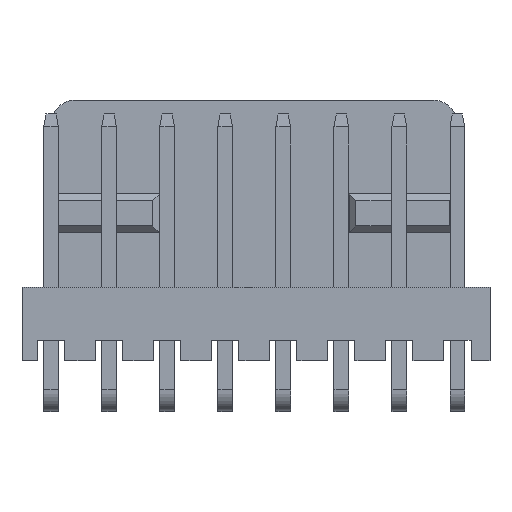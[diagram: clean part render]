
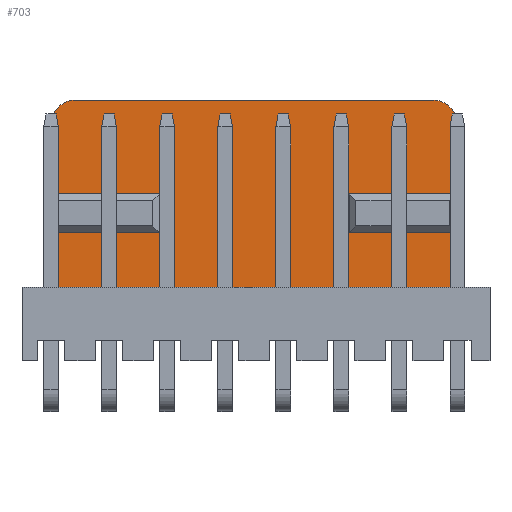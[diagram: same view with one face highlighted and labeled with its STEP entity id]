
A CAD part, top view. The second image highlights one B-rep face of the part: STEP entity #703.
In plain terms, the highlighted planar face has unit normal (0, 0, 1).
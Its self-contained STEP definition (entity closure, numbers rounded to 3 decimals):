
#301 = CARTESIAN_POINT ( 'NONE',  ( -9.538, -0.977, 0.86 ) ) ;
#302 = DIRECTION ( 'NONE',  ( 1., 0., 0. ) ) ;
#305 = CARTESIAN_POINT ( 'NONE',  ( -4.828, 0.723, 0.86 ) ) ;
#307 = DIRECTION ( 'NONE',  ( 0., 1., 0. ) ) ;
#309 = CARTESIAN_POINT ( 'NONE',  ( -9.538, 0.723, 0.86 ) ) ;
#310 = DIRECTION ( 'NONE',  ( -1., 0., 0. ) ) ;
#514 = LINE ( 'NONE', #301, #517 ) ;
#517 = VECTOR ( 'NONE', #302, 1000. ) ;
#518 = LINE ( 'NONE', #305, #521 ) ;
#521 = VECTOR ( 'NONE', #307, 1000. ) ;
#522 = LINE ( 'NONE', #309, #525 ) ;
#525 = VECTOR ( 'NONE', #310, 1000. ) ;
#703 = ADVANCED_FACE ( 'NONE', ( #2487 ), #2604, .F. ) ;
#1114 = CARTESIAN_POINT ( 'NONE',  ( -8.538, 3.823, 0.86 ) ) ;
#1115 = DIRECTION ( 'NONE',  ( 0., 0., -1. ) ) ;
#1116 = DIRECTION ( 'NONE',  ( 1., 0., 0. ) ) ;
#1117 = CARTESIAN_POINT ( 'NONE',  ( -9.538, -3.377, 0.86 ) ) ;
#1118 = CARTESIAN_POINT ( 'NONE',  ( -9.538, -3.377, 0.86 ) ) ;
#1123 = DIRECTION ( 'NONE',  ( 0., -1., 0. ) ) ;
#1125 = DIRECTION ( 'NONE',  ( 0., -1., 0. ) ) ;
#1418 = CARTESIAN_POINT ( 'NONE',  ( -9.538, 0.723, 0.86 ) ) ;
#1419 = CARTESIAN_POINT ( 'NONE',  ( -9.538, -0.977, 0.86 ) ) ;
#1737 = EDGE_CURVE ( 'NONE', #4063, #4065, #5110, .T. ) ;
#1741 = EDGE_CURVE ( 'NONE', #4016, #4057, #5116, .T. ) ;
#1742 = EDGE_CURVE ( 'NONE', #4063, #4015, #5122, .T. ) ;
#1887 = AXIS2_PLACEMENT_3D ( 'NONE', #2597, #2606, #2607 ) ;
#2277 = ORIENTED_EDGE ( 'NONE', *, *, #4214, .T. ) ;
#2278 = ORIENTED_EDGE ( 'NONE', *, *, #4241, .T. ) ;
#2279 = ORIENTED_EDGE ( 'NONE', *, *, #4242, .F. ) ;
#2280 = ORIENTED_EDGE ( 'NONE', *, *, #4243, .F. ) ;
#2281 = ORIENTED_EDGE ( 'NONE', *, *, #4244, .F. ) ;
#2282 = ORIENTED_EDGE ( 'NONE', *, *, #4245, .T. ) ;
#2283 = ORIENTED_EDGE ( 'NONE', *, *, #4246, .F. ) ;
#2284 = ORIENTED_EDGE ( 'NONE', *, *, #4209, .T. ) ;
#2285 = ORIENTED_EDGE ( 'NONE', *, *, #1737, .F. ) ;
#2286 = ORIENTED_EDGE ( 'NONE', *, *, #1742, .T. ) ;
#2287 = ORIENTED_EDGE ( 'NONE', *, *, #7424, .F. ) ;
#2288 = ORIENTED_EDGE ( 'NONE', *, *, #7422, .F. ) ;
#2289 = ORIENTED_EDGE ( 'NONE', *, *, #7420, .F. ) ;
#2290 = ORIENTED_EDGE ( 'NONE', *, *, #1741, .T. ) ;
#2487 = FACE_OUTER_BOUND ( 'NONE', #4440, .T. ) ;
#2597 = CARTESIAN_POINT ( 'NONE',  ( -9.538, 0.723, 0.86 ) ) ;
#2604 = PLANE ( 'NONE',  #1887 ) ;
#2606 = DIRECTION ( 'NONE',  ( 0., 0., -1. ) ) ;
#2607 = DIRECTION ( 'NONE',  ( -1., 0., 0. ) ) ;
#4015 = VERTEX_POINT ( 'NONE', #1418 ) ;
#4016 = VERTEX_POINT ( 'NONE', #1419 ) ;
#4033 = VERTEX_POINT ( 'NONE', #6229 ) ;
#4041 = VERTEX_POINT ( 'NONE', #6237 ) ;
#4057 = VERTEX_POINT ( 'NONE', #6253 ) ;
#4063 = VERTEX_POINT ( 'NONE', #6259 ) ;
#4065 = VERTEX_POINT ( 'NONE', #6261 ) ;
#4209 = EDGE_CURVE ( 'NONE', #4715, #4065, #5521, .T. ) ;
#4214 = EDGE_CURVE ( 'NONE', #4057, #4730, #5531, .T. ) ;
#4241 = EDGE_CURVE ( 'NONE', #4730, #4743, #5585, .T. ) ;
#4242 = EDGE_CURVE ( 'NONE', #4744, #4743, #5587, .T. ) ;
#4243 = EDGE_CURVE ( 'NONE', #4739, #4744, #5583, .T. ) ;
#4244 = EDGE_CURVE ( 'NONE', #4757, #4739, #5589, .T. ) ;
#4245 = EDGE_CURVE ( 'NONE', #4757, #4762, #5591, .T. ) ;
#4246 = EDGE_CURVE ( 'NONE', #4715, #4762, #5595, .T. ) ;
#4440 = EDGE_LOOP ( 'NONE', ( #2277, #2278, #2279, #2280, #2281, #2282, #2283, #2284, #2285, #2286, #2287, #2288, #2289, #2290 ) ) ;
#4715 = VERTEX_POINT ( 'NONE', #6925 ) ;
#4730 = VERTEX_POINT ( 'NONE', #6940 ) ;
#4739 = VERTEX_POINT ( 'NONE', #6949 ) ;
#4743 = VERTEX_POINT ( 'NONE', #6953 ) ;
#4744 = VERTEX_POINT ( 'NONE', #6954 ) ;
#4757 = VERTEX_POINT ( 'NONE', #6967 ) ;
#4762 = VERTEX_POINT ( 'NONE', #6972 ) ;
#5110 = CIRCLE ( 'NONE', #6172, 1. ) ;
#5116 = LINE ( 'NONE', #1118, #5125 ) ;
#5122 = LINE ( 'NONE', #1117, #5127 ) ;
#5125 = VECTOR ( 'NONE', #1123, 1000. ) ;
#5127 = VECTOR ( 'NONE', #1125, 1000. ) ;
#5521 = LINE ( 'NONE', #6549, #5524 ) ;
#5524 = VECTOR ( 'NONE', #6550, 1000. ) ;
#5531 = LINE ( 'NONE', #6559, #5534 ) ;
#5534 = VECTOR ( 'NONE', #6560, 1000. ) ;
#5583 = LINE ( 'NONE', #6585, #5592 ) ;
#5585 = LINE ( 'NONE', #6613, #5588 ) ;
#5587 = LINE ( 'NONE', #6615, #5590 ) ;
#5588 = VECTOR ( 'NONE', #6614, 1000. ) ;
#5589 = LINE ( 'NONE', #6610, #5594 ) ;
#5590 = VECTOR ( 'NONE', #6617, 1000. ) ;
#5591 = LINE ( 'NONE', #6616, #5596 ) ;
#5592 = VECTOR ( 'NONE', #6618, 1000. ) ;
#5594 = VECTOR ( 'NONE', #6620, 1000. ) ;
#5595 = CIRCLE ( 'NONE', #6180, 1. ) ;
#5596 = VECTOR ( 'NONE', #6622, 1000. ) ;
#6172 = AXIS2_PLACEMENT_3D ( 'NONE', #1114, #1115, #1116 ) ;
#6180 = AXIS2_PLACEMENT_3D ( 'NONE', #6625, #6626, #6627 ) ;
#6229 = CARTESIAN_POINT ( 'NONE',  ( -4.828, 0.723, 0.86 ) ) ;
#6237 = CARTESIAN_POINT ( 'NONE',  ( -4.828, -0.977, 0.86 ) ) ;
#6253 = CARTESIAN_POINT ( 'NONE',  ( -9.538, -3.377, 0.86 ) ) ;
#6259 = CARTESIAN_POINT ( 'NONE',  ( -9.538, 3.823, 0.86 ) ) ;
#6261 = CARTESIAN_POINT ( 'NONE',  ( -8.538, 4.823, 0.86 ) ) ;
#6549 = CARTESIAN_POINT ( 'NONE',  ( -8.538, 4.823, 0.86 ) ) ;
#6550 = DIRECTION ( 'NONE',  ( -1., 0., 0. ) ) ;
#6559 = CARTESIAN_POINT ( 'NONE',  ( -10.858, -3.377, 0.86 ) ) ;
#6560 = DIRECTION ( 'NONE',  ( 1., 0., 0. ) ) ;
#6585 = CARTESIAN_POINT ( 'NONE',  ( 3.472, 0.723, 0.86 ) ) ;
#6610 = CARTESIAN_POINT ( 'NONE',  ( -40.018, 0.723, 0.86 ) ) ;
#6613 = CARTESIAN_POINT ( 'NONE',  ( 8.182, 3.823, 0.86 ) ) ;
#6614 = DIRECTION ( 'NONE',  ( 0., 1., 0. ) ) ;
#6615 = CARTESIAN_POINT ( 'NONE',  ( -40.018, -0.977, 0.86 ) ) ;
#6616 = CARTESIAN_POINT ( 'NONE',  ( 8.182, 3.823, 0.86 ) ) ;
#6617 = DIRECTION ( 'NONE',  ( 1., 0., 0. ) ) ;
#6618 = DIRECTION ( 'NONE',  ( 0., -1., 0. ) ) ;
#6620 = DIRECTION ( 'NONE',  ( -1., 0., 0. ) ) ;
#6622 = DIRECTION ( 'NONE',  ( 0., 1., 0. ) ) ;
#6625 = CARTESIAN_POINT ( 'NONE',  ( 7.182, 3.823, 0.86 ) ) ;
#6626 = DIRECTION ( 'NONE',  ( 0., 0., -1. ) ) ;
#6627 = DIRECTION ( 'NONE',  ( 1., 0., 0. ) ) ;
#6925 = CARTESIAN_POINT ( 'NONE',  ( 7.182, 4.823, 0.86 ) ) ;
#6940 = CARTESIAN_POINT ( 'NONE',  ( 8.182, -3.377, 0.86 ) ) ;
#6949 = CARTESIAN_POINT ( 'NONE',  ( 3.472, 0.723, 0.86 ) ) ;
#6953 = CARTESIAN_POINT ( 'NONE',  ( 8.182, -0.977, 0.86 ) ) ;
#6954 = CARTESIAN_POINT ( 'NONE',  ( 3.472, -0.977, 0.86 ) ) ;
#6967 = CARTESIAN_POINT ( 'NONE',  ( 8.182, 0.723, 0.86 ) ) ;
#6972 = CARTESIAN_POINT ( 'NONE',  ( 8.182, 3.823, 0.86 ) ) ;
#7420 = EDGE_CURVE ( 'NONE', #4016, #4041, #514, .T. ) ;
#7422 = EDGE_CURVE ( 'NONE', #4041, #4033, #518, .T. ) ;
#7424 = EDGE_CURVE ( 'NONE', #4033, #4015, #522, .T. ) ;
